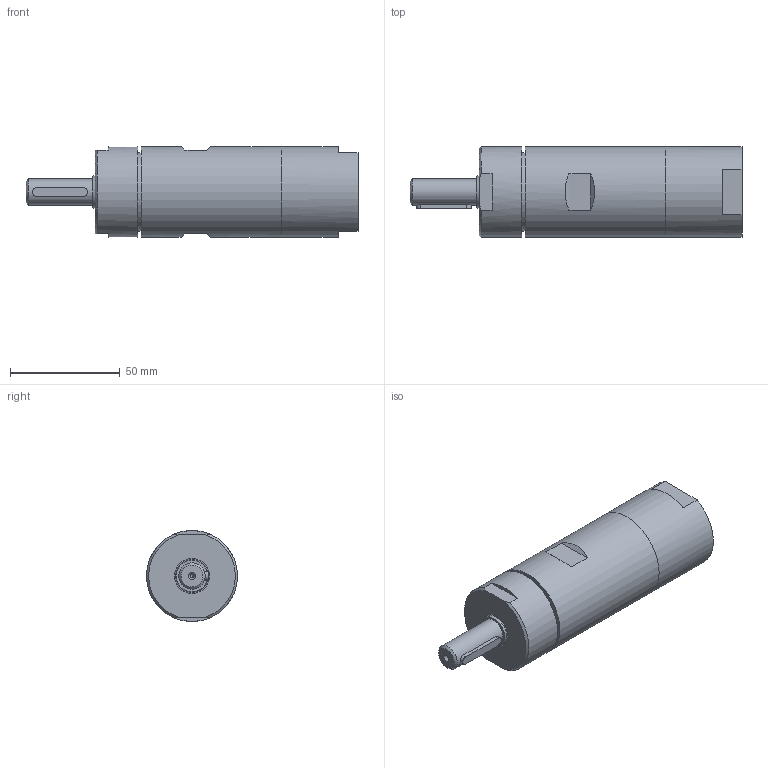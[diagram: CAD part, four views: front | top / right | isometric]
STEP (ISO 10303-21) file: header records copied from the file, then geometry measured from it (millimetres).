
FILE_DESCRIPTION((''),'2;1');
FILE_NAME('MRD 38-1180_29926005.stp','2009-04-16T08:45:20',('rmorof'),(''),'Autodesk Inventor 2008','Autodesk Inventor 2008','');
FILE_SCHEMA(('CONFIG_CONTROL_DESIGN'));
Length unit declared in the file: millimetre
Products named in the file (1): MRD 38-1180_29926005
Bounding box: 151.5 x 41.5 x 41.5 mm (x, y, z)
Volume: 160721.8 mm3; surface area: 21509.2 mm2
Topology: 1 solids, 1 shells, 47 faces, 107 edges, 71 vertices
Faces by surface type: plane 23, bspline 10, cylinder 9, cone 5
Full cylindrical faces by diameter (mm): 12 x1, 14.95 x1, 16 x1, 36 x1, 41.5 x3
Entity records: 1385 total; most frequent: CARTESIAN_POINT 382, DIRECTION 188, ORIENTED_EDGE 156, AXIS2_PLACEMENT_3D 78, EDGE_CURVE 78, EDGE_LOOP 74, VERTEX_POINT 60, FACE_OUTER_BOUND 47
